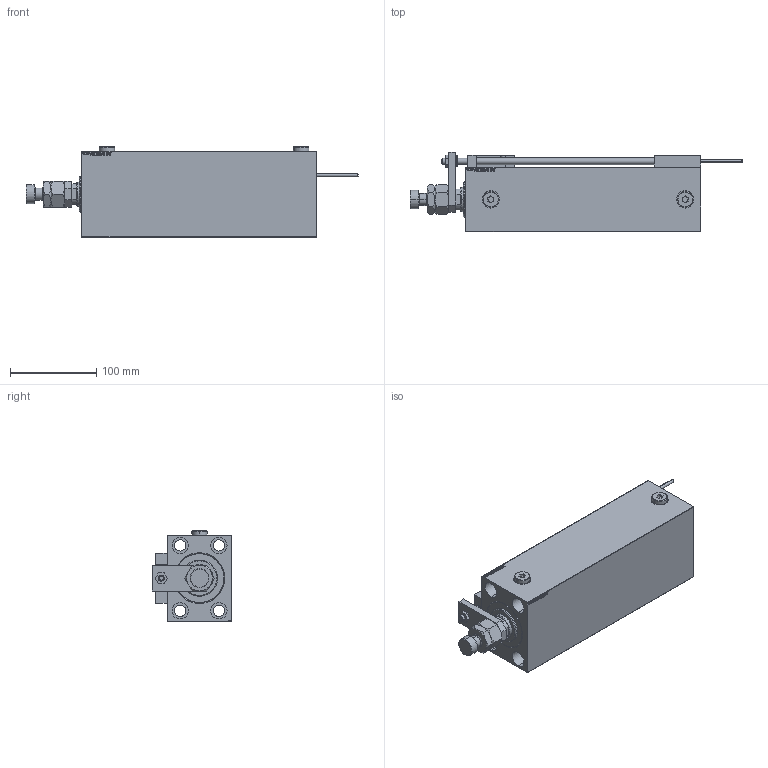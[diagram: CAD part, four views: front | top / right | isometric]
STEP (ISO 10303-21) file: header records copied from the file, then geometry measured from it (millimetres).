
FILE_DESCRIPTION (( 'STEP AP203' ), '1' );
FILE_NAME ('a7ff.STEP', '2024-02-12T22:20:43', ( '' ), ( '' ), 'SwSTEP 2.0', 'SolidWorks 2019', '' );
FILE_SCHEMA (( 'CONFIG_CONTROL_DESIGN' ));
Length unit declared in the file: millimetre
Products named in the file (17): SWITCH X dad4045eee883d43a7c0ecb564de6a2b; a7ff; TYC_L79 dad4045eee883d43a7c0ecb564de6a2b; V450CM_C_VCP dad4045eee883d43a7c0ecb564de6a2b; ALLEN BOLT D8 dad4045eee883d43a7c0ecb564de6a2b; MAGNET dad4045eee883d43a7c0ecb564de6a2b; KONCOVKA dad4045eee883d43a7c0ecb564de6a2b; SWITCH_X_FRONT_BACK dad4045eee883d43a7c0ecb564de6a2b; ALLEN BOLT D5 dad4045eee883d43a7c0ecb564de6a2b; V450CM_VC_B dad4045eee883d43a7c0ecb564de6a2b; NUT_D12 dad4045eee883d43a7c0ecb564de6a2b; X_Y_MFA dad4045eee883d43a7c0ecb564de6a2b; ZARAZKA dad4045eee883d43a7c0ecb564de6a2b; SWITCH DIM B,W dad4045eee883d43a7c0ecb564de6a2b; Zatka_OIL_PORT dad4045eee883d43a7c0ecb564de6a2b; V450CM_C_Body dad4045eee883d43a7c0ecb564de6a2b; Block dad4045eee883d43a7c0ecb564de6a2b
Assembly tree (27 placements, depth 3):
  a7ff
    V450CM_C_Body dad4045eee883d43a7c0ecb564de6a2b
    SWITCH X dad4045eee883d43a7c0ecb564de6a2b
      SWITCH_X_FRONT_BACK dad4045eee883d43a7c0ecb564de6a2b  x2
      TYC_L79 dad4045eee883d43a7c0ecb564de6a2b
      Block dad4045eee883d43a7c0ecb564de6a2b  x2
      ALLEN BOLT D5 dad4045eee883d43a7c0ecb564de6a2b  x4
      ALLEN BOLT D8 dad4045eee883d43a7c0ecb564de6a2b  x4
      MAGNET dad4045eee883d43a7c0ecb564de6a2b  x2
      KONCOVKA dad4045eee883d43a7c0ecb564de6a2b  x2
    NUT_D12 dad4045eee883d43a7c0ecb564de6a2b
    SWITCH DIM B,W dad4045eee883d43a7c0ecb564de6a2b
    ZARAZKA dad4045eee883d43a7c0ecb564de6a2b
    V450CM_C_VCP dad4045eee883d43a7c0ecb564de6a2b
    V450CM_VC_B dad4045eee883d43a7c0ecb564de6a2b
    X_Y_MFA dad4045eee883d43a7c0ecb564de6a2b
    Zatka_OIL_PORT dad4045eee883d43a7c0ecb564de6a2b  x2
Bounding box: 386 x 92.5 x 104.9 mm (x, y, z)
Volume: 1701761.7 mm3; surface area: 277734 mm2
Topology: 26 solids, 26 shells, 1391 faces, 3300 edges, 2097 vertices
Faces by surface type: plane 611, bspline 380, cylinder 210, cone 138, torus 48, sphere 4
Entity records: 53301 total; most frequent: CARTESIAN_POINT 26905, ORIENTED_EDGE 5540, DIRECTION 3852, EDGE_CURVE 2770, VERTEX_POINT 1797, VECTOR 1556, LINE 1556, EDGE_LOOP 1293
